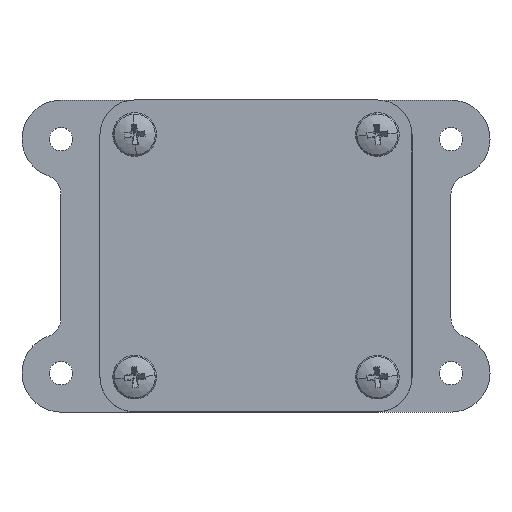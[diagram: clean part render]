
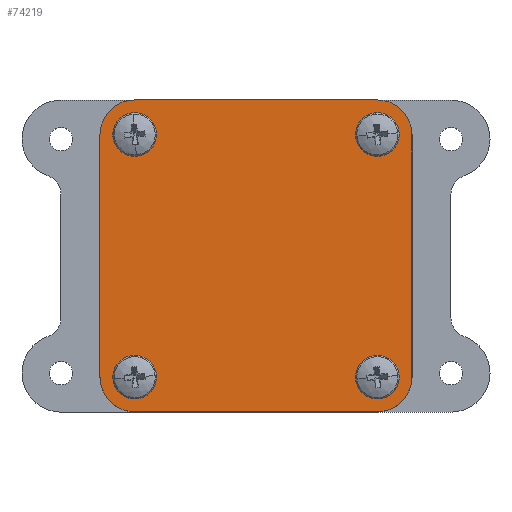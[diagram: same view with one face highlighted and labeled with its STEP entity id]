
A CAD part, top view. The second image highlights one B-rep face of the part: STEP entity #74219.
In plain terms, the highlighted planar face has unit normal (0, 0, 1).
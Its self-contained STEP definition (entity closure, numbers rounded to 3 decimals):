
#279 = VERTEX_POINT ( 'NONE', #22024 ) ;
#413 = CARTESIAN_POINT ( 'NONE',  ( 14.131, 15.556, 23. ) ) ;
#1342 = CARTESIAN_POINT ( 'NONE',  ( -15.5, 20., 23. ) ) ;
#1372 = DIRECTION ( 'NONE',  ( 0., 0., 1. ) ) ;
#1410 = CIRCLE ( 'NONE', #30268, 4.5 ) ;
#3024 = DIRECTION ( 'NONE',  ( 1., 0., 0. ) ) ;
#4054 = DIRECTION ( 'NONE',  ( -1., 0., 0. ) ) ;
#4057 = CARTESIAN_POINT ( 'NONE',  ( 15.5, -15.5, 23. ) ) ;
#4186 = VERTEX_POINT ( 'NONE', #60083 ) ;
#4438 = CARTESIAN_POINT ( 'NONE',  ( -20., -15.5, 23. ) ) ;
#4562 = ORIENTED_EDGE ( 'NONE', *, *, #78749, .F. ) ;
#5084 = DIRECTION ( 'NONE',  ( 1., 0., 0. ) ) ;
#5598 = ORIENTED_EDGE ( 'NONE', *, *, #64631, .T. ) ;
#6294 = DIRECTION ( 'NONE',  ( 0., 1., 0. ) ) ;
#7336 = CIRCLE ( 'NONE', #37990, 1.425 ) ;
#7622 = CARTESIAN_POINT ( 'NONE',  ( -16.981, 15.556, 23. ) ) ;
#8947 = CARTESIAN_POINT ( 'NONE',  ( -15.5, -20., 23. ) ) ;
#9022 = CARTESIAN_POINT ( 'NONE',  ( 15.556, -15.556, 23. ) ) ;
#9232 = EDGE_CURVE ( 'NONE', #69457, #61287, #42942, .T. ) ;
#9942 = ORIENTED_EDGE ( 'NONE', *, *, #21297, .T. ) ;
#10192 = FACE_OUTER_BOUND ( 'NONE', #57199, .T. ) ;
#10210 = CARTESIAN_POINT ( 'NONE',  ( -15.556, -15.556, 23. ) ) ;
#10647 = DIRECTION ( 'NONE',  ( 1., 0., 0. ) ) ;
#10774 = LINE ( 'NONE', #78903, #28201 ) ;
#10916 = DIRECTION ( 'NONE',  ( 0., 0., 1. ) ) ;
#11004 = VERTEX_POINT ( 'NONE', #48197 ) ;
#12181 = CIRCLE ( 'NONE', #13649, 1.425 ) ;
#12370 = VERTEX_POINT ( 'NONE', #35769 ) ;
#13649 = AXIS2_PLACEMENT_3D ( 'NONE', #9022, #54887, #15580 ) ;
#13940 = CARTESIAN_POINT ( 'NONE',  ( 16.981, 15.556, 23. ) ) ;
#14344 = VERTEX_POINT ( 'NONE', #7622 ) ;
#14660 = VERTEX_POINT ( 'NONE', #37617 ) ;
#15580 = DIRECTION ( 'NONE',  ( 1., 0., 0. ) ) ;
#16121 = DIRECTION ( 'NONE',  ( 0., 0., 1. ) ) ;
#16800 = DIRECTION ( 'NONE',  ( 1., 0., 0. ) ) ;
#16978 = CIRCLE ( 'NONE', #59715, 1.425 ) ;
#17222 = EDGE_LOOP ( 'NONE', ( #78416, #82568 ) ) ;
#18030 = AXIS2_PLACEMENT_3D ( 'NONE', #10210, #56107, #16800 ) ;
#18212 = DIRECTION ( 'NONE',  ( 0., 0., 1. ) ) ;
#18646 = ORIENTED_EDGE ( 'NONE', *, *, #60610, .F. ) ;
#19138 = ORIENTED_EDGE ( 'NONE', *, *, #36958, .T. ) ;
#19154 = CARTESIAN_POINT ( 'NONE',  ( 20., 20., 23. ) ) ;
#20687 = VECTOR ( 'NONE', #4054, 1000. ) ;
#21297 = EDGE_CURVE ( 'NONE', #78019, #4186, #10774, .T. ) ;
#21422 = VECTOR ( 'NONE', #64047, 1000. ) ;
#21846 = DIRECTION ( 'NONE',  ( 1., 0., 0. ) ) ;
#22024 = CARTESIAN_POINT ( 'NONE',  ( 14.131, -15.556, 23. ) ) ;
#22423 = CARTESIAN_POINT ( 'NONE',  ( 20., 15.5, 23. ) ) ;
#22508 = ORIENTED_EDGE ( 'NONE', *, *, #27451, .F. ) ;
#22964 = AXIS2_PLACEMENT_3D ( 'NONE', #57541, #18212, #64078 ) ;
#24535 = AXIS2_PLACEMENT_3D ( 'NONE', #55422, #16121, #62014 ) ;
#24641 = ORIENTED_EDGE ( 'NONE', *, *, #38976, .T. ) ;
#25354 = ORIENTED_EDGE ( 'NONE', *, *, #66295, .T. ) ;
#25577 = FACE_BOUND ( 'NONE', #17222, .T. ) ;
#25819 = EDGE_CURVE ( 'NONE', #279, #14660, #12181, .T. ) ;
#26210 = VERTEX_POINT ( 'NONE', #65751 ) ;
#27451 = EDGE_CURVE ( 'NONE', #77746, #14344, #7336, .T. ) ;
#28201 = VECTOR ( 'NONE', #32984, 1000. ) ;
#30268 = AXIS2_PLACEMENT_3D ( 'NONE', #36659, #82594, #43290 ) ;
#30416 = CARTESIAN_POINT ( 'NONE',  ( 15.5, 15.5, 23. ) ) ;
#30935 = ORIENTED_EDGE ( 'NONE', *, *, #25819, .F. ) ;
#31212 = VERTEX_POINT ( 'NONE', #43599 ) ;
#31755 = EDGE_LOOP ( 'NONE', ( #30935, #4562 ) ) ;
#32398 = DIRECTION ( 'NONE',  ( 0., 0., 1. ) ) ;
#32984 = DIRECTION ( 'NONE',  ( 1., 0., 0. ) ) ;
#33155 = CIRCLE ( 'NONE', #63288, 4.5 ) ;
#34609 = DIRECTION ( 'NONE',  ( 0., 0., 1. ) ) ;
#35769 = CARTESIAN_POINT ( 'NONE',  ( -14.131, -15.556, 23. ) ) ;
#36659 = CARTESIAN_POINT ( 'NONE',  ( -15.5, -15.5, 23. ) ) ;
#36947 = VERTEX_POINT ( 'NONE', #4438 ) ;
#36958 = EDGE_CURVE ( 'NONE', #31212, #36947, #38870, .T. ) ;
#37007 = ORIENTED_EDGE ( 'NONE', *, *, #83243, .F. ) ;
#37617 = CARTESIAN_POINT ( 'NONE',  ( 16.981, -15.556, 23. ) ) ;
#37990 = AXIS2_PLACEMENT_3D ( 'NONE', #77852, #38488, #84439 ) ;
#38488 = DIRECTION ( 'NONE',  ( 0., 0., 1. ) ) ;
#38870 = LINE ( 'NONE', #44261, #21422 ) ;
#38976 = EDGE_CURVE ( 'NONE', #4186, #26210, #33155, .T. ) ;
#39279 = CIRCLE ( 'NONE', #18030, 1.425 ) ;
#40414 = VERTEX_POINT ( 'NONE', #413 ) ;
#40635 = CARTESIAN_POINT ( 'NONE',  ( -15.556, 15.556, 23. ) ) ;
#42301 = DIRECTION ( 'NONE',  ( 0., 0., 1. ) ) ;
#42942 = CIRCLE ( 'NONE', #49434, 4.5 ) ;
#43273 = AXIS2_PLACEMENT_3D ( 'NONE', #40635, #1372, #47235 ) ;
#43290 = DIRECTION ( 'NONE',  ( 1., 0., 0. ) ) ;
#43322 = CARTESIAN_POINT ( 'NONE',  ( -20., 20., 23. ) ) ;
#43446 = CIRCLE ( 'NONE', #43273, 1.425 ) ;
#43599 = CARTESIAN_POINT ( 'NONE',  ( -20., 15.5, 23. ) ) ;
#44261 = CARTESIAN_POINT ( 'NONE',  ( -20., 20., 23. ) ) ;
#44353 = DIRECTION ( 'NONE',  ( 0., 0., 1. ) ) ;
#44537 = EDGE_LOOP ( 'NONE', ( #18646, #37007 ) ) ;
#45073 = FACE_BOUND ( 'NONE', #44537, .T. ) ;
#46191 = CARTESIAN_POINT ( 'NONE',  ( 15.5, 20., 23. ) ) ;
#47235 = DIRECTION ( 'NONE',  ( 1., 0., 0. ) ) ;
#48197 = CARTESIAN_POINT ( 'NONE',  ( -16.981, -15.556, 23. ) ) ;
#49434 = AXIS2_PLACEMENT_3D ( 'NONE', #30416, #32398, #21846 ) ;
#49936 = DIRECTION ( 'NONE',  ( 0., 0., 1. ) ) ;
#50209 = CARTESIAN_POINT ( 'NONE',  ( -15.5, 15.5, 23. ) ) ;
#50641 = CIRCLE ( 'NONE', #69683, 1.425 ) ;
#51490 = CIRCLE ( 'NONE', #69133, 4.5 ) ;
#52205 = VERTEX_POINT ( 'NONE', #1342 ) ;
#54887 = DIRECTION ( 'NONE',  ( 0., 0., 1. ) ) ;
#55422 = CARTESIAN_POINT ( 'NONE',  ( 0., 0., 23. ) ) ;
#55607 = EDGE_CURVE ( 'NONE', #14344, #77746, #43446, .T. ) ;
#55608 = LINE ( 'NONE', #43322, #20687 ) ;
#55645 = EDGE_CURVE ( 'NONE', #12370, #11004, #50641, .T. ) ;
#55748 = EDGE_CURVE ( 'NONE', #11004, #12370, #39279, .T. ) ;
#56107 = DIRECTION ( 'NONE',  ( 0., 0., 1. ) ) ;
#56825 = DIRECTION ( 'NONE',  ( 1., 0., 0. ) ) ;
#56957 = CIRCLE ( 'NONE', #68519, 1.425 ) ;
#57199 = EDGE_LOOP ( 'NONE', ( #60707, #78969, #83995, #5598, #19138, #25354, #9942, #24641 ) ) ;
#57541 = CARTESIAN_POINT ( 'NONE',  ( 15.556, 15.556, 23. ) ) ;
#59715 = AXIS2_PLACEMENT_3D ( 'NONE', #81645, #42301, #3024 ) ;
#60083 = CARTESIAN_POINT ( 'NONE',  ( 15.5, -20., 23. ) ) ;
#60610 = EDGE_CURVE ( 'NONE', #40414, #84610, #81566, .T. ) ;
#60707 = ORIENTED_EDGE ( 'NONE', *, *, #61753, .T. ) ;
#61287 = VERTEX_POINT ( 'NONE', #46191 ) ;
#61753 = EDGE_CURVE ( 'NONE', #26210, #69457, #68803, .T. ) ;
#62014 = DIRECTION ( 'NONE',  ( 1., 0., 0. ) ) ;
#62528 = FACE_BOUND ( 'NONE', #31755, .T. ) ;
#63288 = AXIS2_PLACEMENT_3D ( 'NONE', #4057, #49936, #10647 ) ;
#64047 = DIRECTION ( 'NONE',  ( 0., -1., 0. ) ) ;
#64078 = DIRECTION ( 'NONE',  ( 1., 0., 0. ) ) ;
#64631 = EDGE_CURVE ( 'NONE', #52205, #31212, #51490, .T. ) ;
#64664 = VECTOR ( 'NONE', #6294, 1000. ) ;
#65751 = CARTESIAN_POINT ( 'NONE',  ( 20., -15.5, 23. ) ) ;
#66295 = EDGE_CURVE ( 'NONE', #36947, #78019, #1410, .T. ) ;
#68519 = AXIS2_PLACEMENT_3D ( 'NONE', #83673, #44353, #5084 ) ;
#68803 = LINE ( 'NONE', #19154, #64664 ) ;
#69133 = AXIS2_PLACEMENT_3D ( 'NONE', #50209, #10916, #56825 ) ;
#69457 = VERTEX_POINT ( 'NONE', #22423 ) ;
#69683 = AXIS2_PLACEMENT_3D ( 'NONE', #73950, #34609, #80522 ) ;
#71914 = EDGE_LOOP ( 'NONE', ( #76793, #22508 ) ) ;
#73950 = CARTESIAN_POINT ( 'NONE',  ( -15.556, -15.556, 23. ) ) ;
#74219 = ADVANCED_FACE ( 'NONE', ( #62528, #77965, #10192, #45073, #25577 ), #74702, .T. ) ;
#74702 = PLANE ( 'NONE',  #24535 ) ;
#76735 = CARTESIAN_POINT ( 'NONE',  ( -14.131, 15.556, 23. ) ) ;
#76793 = ORIENTED_EDGE ( 'NONE', *, *, #55607, .F. ) ;
#77136 = EDGE_CURVE ( 'NONE', #61287, #52205, #55608, .T. ) ;
#77746 = VERTEX_POINT ( 'NONE', #76735 ) ;
#77852 = CARTESIAN_POINT ( 'NONE',  ( -15.556, 15.556, 23. ) ) ;
#77965 = FACE_BOUND ( 'NONE', #71914, .T. ) ;
#78019 = VERTEX_POINT ( 'NONE', #8947 ) ;
#78416 = ORIENTED_EDGE ( 'NONE', *, *, #55748, .F. ) ;
#78749 = EDGE_CURVE ( 'NONE', #14660, #279, #56957, .T. ) ;
#78903 = CARTESIAN_POINT ( 'NONE',  ( -20., -20., 23. ) ) ;
#78969 = ORIENTED_EDGE ( 'NONE', *, *, #9232, .T. ) ;
#80522 = DIRECTION ( 'NONE',  ( 1., 0., 0. ) ) ;
#81566 = CIRCLE ( 'NONE', #22964, 1.425 ) ;
#81645 = CARTESIAN_POINT ( 'NONE',  ( 15.556, 15.556, 23. ) ) ;
#82568 = ORIENTED_EDGE ( 'NONE', *, *, #55645, .F. ) ;
#82594 = DIRECTION ( 'NONE',  ( 0., 0., 1. ) ) ;
#83243 = EDGE_CURVE ( 'NONE', #84610, #40414, #16978, .T. ) ;
#83673 = CARTESIAN_POINT ( 'NONE',  ( 15.556, -15.556, 23. ) ) ;
#83995 = ORIENTED_EDGE ( 'NONE', *, *, #77136, .T. ) ;
#84439 = DIRECTION ( 'NONE',  ( 1., 0., 0. ) ) ;
#84610 = VERTEX_POINT ( 'NONE', #13940 ) ;
